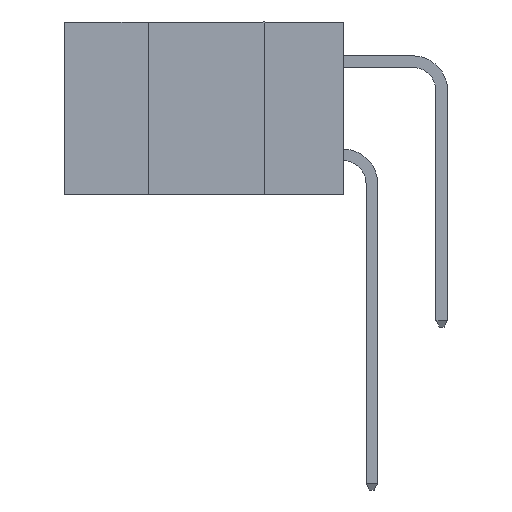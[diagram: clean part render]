
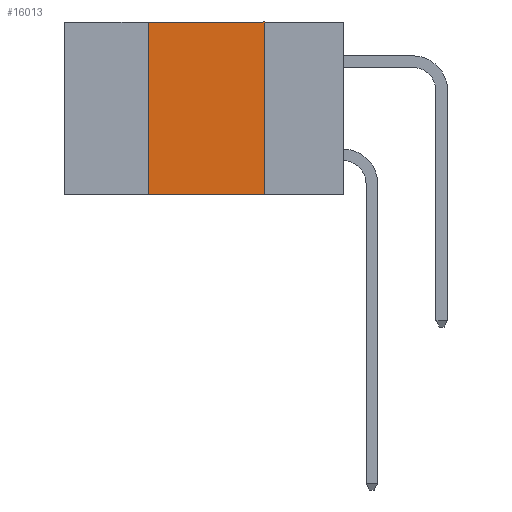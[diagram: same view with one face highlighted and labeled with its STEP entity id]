
A CAD part, left-side view. The second image highlights one B-rep face of the part: STEP entity #16013.
In plain terms, the highlighted planar face has unit normal (-1, 0, 0).
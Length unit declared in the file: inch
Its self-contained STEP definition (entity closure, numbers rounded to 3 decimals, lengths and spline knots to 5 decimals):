
#142 = DIRECTION ( 'NONE',  ( 0., -1., 0. ) ) ;
#308 = EDGE_CURVE ( 'NONE', #14933, #5636, #5976, .T. ) ;
#1307 = EDGE_CURVE ( 'NONE', #15863, #14933, #9832, .T. ) ;
#1541 = VECTOR ( 'NONE', #142, 39.37008 ) ;
#1878 = ORIENTED_EDGE ( 'NONE', *, *, #16220, .F. ) ;
#2313 = CARTESIAN_POINT ( 'NONE',  ( 0., 0.17, 0. ) ) ;
#4005 = CARTESIAN_POINT ( 'NONE',  ( 0., 0.42, 0. ) ) ;
#4304 = DIRECTION ( 'NONE',  ( 0., 0., -1. ) ) ;
#4553 = ORIENTED_EDGE ( 'NONE', *, *, #1307, .F. ) ;
#4702 = CARTESIAN_POINT ( 'NONE',  ( 0., 0.17, -0.37 ) ) ;
#5329 = CARTESIAN_POINT ( 'NONE',  ( 0., 0.6, 0. ) ) ;
#5415 = DIRECTION ( 'NONE',  ( 0., 0., -1. ) ) ;
#5636 = VERTEX_POINT ( 'NONE', #2313 ) ;
#5936 = VECTOR ( 'NONE', #5970, 39.37008 ) ;
#5970 = DIRECTION ( 'NONE',  ( 0., 0., 1. ) ) ;
#5976 = LINE ( 'NONE', #5329, #1541 ) ;
#6277 = LINE ( 'NONE', #16688, #15649 ) ;
#6771 = DIRECTION ( 'NONE',  ( 0., -1., 0. ) ) ;
#7340 = FACE_OUTER_BOUND ( 'NONE', #10334, .T. ) ;
#8696 = CARTESIAN_POINT ( 'NONE',  ( 0., 0.6, 0. ) ) ;
#9194 = ORIENTED_EDGE ( 'NONE', *, *, #308, .F. ) ;
#9832 = LINE ( 'NONE', #17005, #5936 ) ;
#10334 = EDGE_LOOP ( 'NONE', ( #1878, #9194, #4553, #17029 ) ) ;
#12882 = CARTESIAN_POINT ( 'NONE',  ( 0., 0.42, -0.37 ) ) ;
#13713 = PLANE ( 'NONE',  #21326 ) ;
#14933 = VERTEX_POINT ( 'NONE', #4005 ) ;
#15369 = EDGE_CURVE ( 'NONE', #15863, #20673, #6277, .T. ) ;
#15388 = DIRECTION ( 'NONE',  ( 1., 0., 0. ) ) ;
#15649 = VECTOR ( 'NONE', #6771, 39.37008 ) ;
#15863 = VERTEX_POINT ( 'NONE', #12882 ) ;
#15945 = CARTESIAN_POINT ( 'NONE',  ( 0., 0.17, -0.37 ) ) ;
#16013 = ADVANCED_FACE ( 'NONE', ( #7340 ), #13713, .F. ) ;
#16220 = EDGE_CURVE ( 'NONE', #5636, #20673, #20179, .T. ) ;
#16688 = CARTESIAN_POINT ( 'NONE',  ( 0., 0.6, -0.37 ) ) ;
#16896 = VECTOR ( 'NONE', #4304, 39.37008 ) ;
#17005 = CARTESIAN_POINT ( 'NONE',  ( 0., 0.42, -0.37 ) ) ;
#17029 = ORIENTED_EDGE ( 'NONE', *, *, #15369, .T. ) ;
#20179 = LINE ( 'NONE', #15945, #16896 ) ;
#20673 = VERTEX_POINT ( 'NONE', #4702 ) ;
#21326 = AXIS2_PLACEMENT_3D ( 'NONE', #8696, #15388, #5415 ) ;
